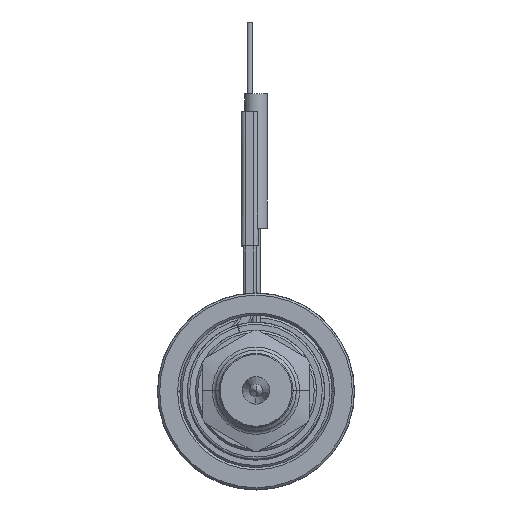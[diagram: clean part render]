
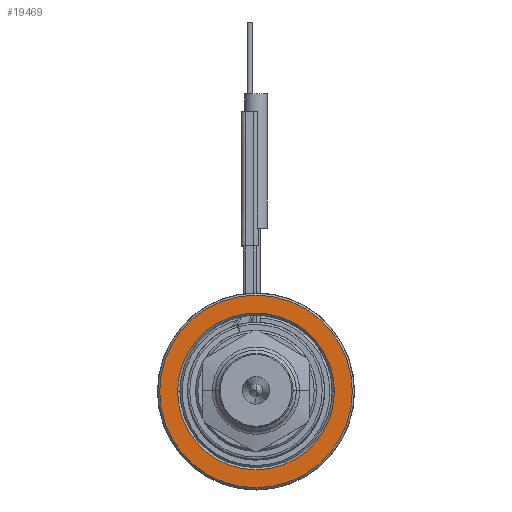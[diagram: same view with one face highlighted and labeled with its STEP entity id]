
A CAD part, top view. The second image highlights one B-rep face of the part: STEP entity #19469.
In plain terms, the highlighted planar face has unit normal (0, 0, 1).
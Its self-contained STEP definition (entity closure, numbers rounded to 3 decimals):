
#6524=CARTESIAN_POINT('',(0.,0.,40.));
#6525=DIRECTION('',(0.,0.,-1.));
#6526=DIRECTION('',(-1.,0.,0.));
#6527=AXIS2_PLACEMENT_3D('',#6524,#6525,#6526);
#6538=CARTESIAN_POINT('',(0.,0.,
40.));
#6539=DIRECTION('',(0.,0.,-1.));
#6540=DIRECTION('',(1.,0.,0.));
#6541=AXIS2_PLACEMENT_3D('',#6538,#6539,#6540);
#6552=CARTESIAN_POINT('',(0.,0.,
40.));
#6553=DIRECTION('',(0.,0.,-1.));
#6554=DIRECTION('',(1.,0.,0.));
#6555=AXIS2_PLACEMENT_3D('',#6552,#6553,#6554);
#6566=CARTESIAN_POINT('',(0.,0.,
40.));
#6567=DIRECTION('',(0.,0.,-1.));
#6568=DIRECTION('',(-1.,0.,0.));
#6569=AXIS2_PLACEMENT_3D('',#6566,#6567,#6568);
#7125=CARTESIAN_POINT('',(21.5,0.,40.));
#7126=CARTESIAN_POINT('',(-21.5,0.,40.));
#7127=VERTEX_POINT('',#7125);
#7128=VERTEX_POINT('',#7126);
#7129=CARTESIAN_POINT('',(17.5,0.,40.));
#7130=CARTESIAN_POINT('',(-17.5,0.,40.));
#7131=VERTEX_POINT('',#7129);
#7132=VERTEX_POINT('',#7130);
#19454=CARTESIAN_POINT('',(0.,0.,40.));
#19455=DIRECTION('',(0.,0.,1.));
#19456=DIRECTION('',(-1.,0.,0.));
#19457=AXIS2_PLACEMENT_3D('',#19454,#19455,#19456);
#19458=PLANE('',#19457);
#19459=ORIENTED_EDGE('',*,*,#19436,.T.);
#19460=ORIENTED_EDGE('',*,*,#19421,.T.);
#19461=EDGE_LOOP('',(#19459,#19460));
#19462=FACE_OUTER_BOUND('',#19461,.F.);
#19464=ORIENTED_EDGE('',*,*,#19463,.F.);
#19466=ORIENTED_EDGE('',*,*,#19465,.F.);
#19467=EDGE_LOOP('',(#19464,#19466));
#19468=FACE_BOUND('',#19467,.F.);
#6528=CIRCLE('',#6527,21.5);
#6542=CIRCLE('',#6541,21.5);
#6556=CIRCLE('',#6555,17.5);
#6570=CIRCLE('',#6569,17.5);
#19421=EDGE_CURVE('',#7128,#7127,#6528,.T.);
#19436=EDGE_CURVE('',#7127,#7128,#6542,.T.);
#19463=EDGE_CURVE('',#7131,#7132,#6556,.T.);
#19465=EDGE_CURVE('',#7132,#7131,#6570,.T.);
#19469=ADVANCED_FACE('',(#19462,#19468),#19458,.T.);
